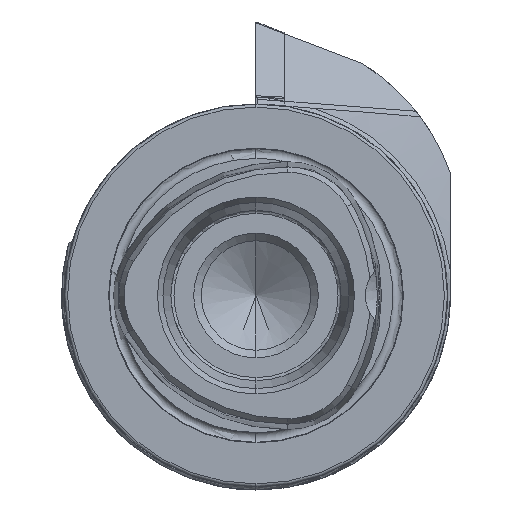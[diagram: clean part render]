
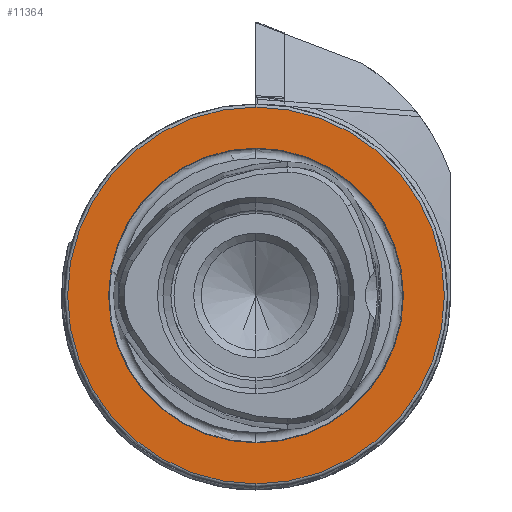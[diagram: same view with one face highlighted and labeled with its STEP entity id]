
A CAD part, left-side view. The second image highlights one B-rep face of the part: STEP entity #11364.
In plain terms, the highlighted planar face has unit normal (-1, 0, 0).
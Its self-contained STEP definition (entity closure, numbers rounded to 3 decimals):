
#642 = DIRECTION ( 'NONE',  ( -1., 0., 0. ) ) ;
#1656 = FACE_OUTER_BOUND ( 'NONE', #2575, .T. ) ;
#1775 = VERTEX_POINT ( 'NONE', #2428 ) ;
#2332 = CIRCLE ( 'NONE', #5862, 24.25 ) ;
#2428 = CARTESIAN_POINT ( 'NONE',  ( 0., 0., 31. ) ) ;
#2575 = EDGE_LOOP ( 'NONE', ( #8857, #17262 ) ) ;
#3022 = VERTEX_POINT ( 'NONE', #7151 ) ;
#3644 = VERTEX_POINT ( 'NONE', #13342 ) ;
#3741 = DIRECTION ( 'NONE',  ( 0., 0., -1. ) ) ;
#4265 = CARTESIAN_POINT ( 'NONE',  ( 0., 0., 0. ) ) ;
#4848 = ORIENTED_EDGE ( 'NONE', *, *, #10600, .T. ) ;
#5296 = AXIS2_PLACEMENT_3D ( 'NONE', #13460, #7495, #17497 ) ;
#5595 = DIRECTION ( 'NONE',  ( 0., 0., -1. ) ) ;
#5791 = VERTEX_POINT ( 'NONE', #18275 ) ;
#5862 = AXIS2_PLACEMENT_3D ( 'NONE', #4265, #14257, #5595 ) ;
#7151 = CARTESIAN_POINT ( 'NONE',  ( 0., 0., -31. ) ) ;
#7376 = DIRECTION ( 'NONE',  ( 1., 0., 0. ) ) ;
#7495 = DIRECTION ( 'NONE',  ( 1., 0., 0. ) ) ;
#7960 = CARTESIAN_POINT ( 'NONE',  ( 0., 0., 0. ) ) ;
#8857 = ORIENTED_EDGE ( 'NONE', *, *, #9867, .F. ) ;
#9204 = FACE_BOUND ( 'NONE', #13100, .T. ) ;
#9287 = AXIS2_PLACEMENT_3D ( 'NONE', #14547, #7376, #17369 ) ;
#9867 = EDGE_CURVE ( 'NONE', #3022, #1775, #15746, .T. ) ;
#10435 = DIRECTION ( 'NONE',  ( 0., 0., 1. ) ) ;
#10600 = EDGE_CURVE ( 'NONE', #5791, #3644, #11867, .T. ) ;
#10706 = ORIENTED_EDGE ( 'NONE', *, *, #15067, .T. ) ;
#11364 = ADVANCED_FACE ( 'NONE', ( #9204, #1656 ), #16221, .T. ) ;
#11867 = CIRCLE ( 'NONE', #16692, 24.25 ) ;
#12341 = AXIS2_PLACEMENT_3D ( 'NONE', #16353, #642, #10435 ) ;
#13100 = EDGE_LOOP ( 'NONE', ( #10706, #4848 ) ) ;
#13243 = EDGE_CURVE ( 'NONE', #1775, #3022, #17350, .T. ) ;
#13342 = CARTESIAN_POINT ( 'NONE',  ( 0., 0., 24.25 ) ) ;
#13460 = CARTESIAN_POINT ( 'NONE',  ( 0., 0., 0. ) ) ;
#14257 = DIRECTION ( 'NONE',  ( 1., 0., 0. ) ) ;
#14547 = CARTESIAN_POINT ( 'NONE',  ( 0., 0., 0. ) ) ;
#15067 = EDGE_CURVE ( 'NONE', #3644, #5791, #2332, .T. ) ;
#15251 = DIRECTION ( 'NONE',  ( 1., 0., 0. ) ) ;
#15746 = CIRCLE ( 'NONE', #5296, 31. ) ;
#16221 = PLANE ( 'NONE',  #12341 ) ;
#16353 = CARTESIAN_POINT ( 'NONE',  ( 0., 24.25, 0. ) ) ;
#16692 = AXIS2_PLACEMENT_3D ( 'NONE', #7960, #15251, #3741 ) ;
#17262 = ORIENTED_EDGE ( 'NONE', *, *, #13243, .F. ) ;
#17350 = CIRCLE ( 'NONE', #9287, 31. ) ;
#17369 = DIRECTION ( 'NONE',  ( 0., 0., -1. ) ) ;
#17497 = DIRECTION ( 'NONE',  ( 0., 0., -1. ) ) ;
#18275 = CARTESIAN_POINT ( 'NONE',  ( 0., 0., -24.25 ) ) ;
